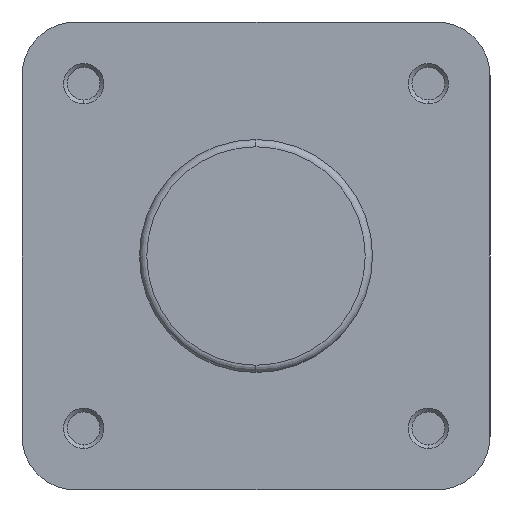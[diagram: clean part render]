
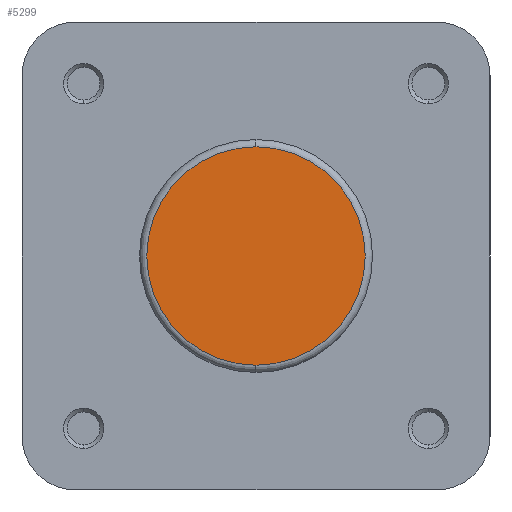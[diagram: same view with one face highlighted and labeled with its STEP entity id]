
A CAD part, left-side view. The second image highlights one B-rep face of the part: STEP entity #5299.
In plain terms, the highlighted planar face has unit normal (-1, 0, 0).
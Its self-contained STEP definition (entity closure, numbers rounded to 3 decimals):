
#304 = EDGE_LOOP ( 'NONE', ( #6035, #6034 ) ) ;
#1117 = FACE_OUTER_BOUND ( 'NONE', #304, .T. ) ;
#1236 = CIRCLE ( 'NONE', #2088, 22.4 ) ;
#2049 = AXIS2_PLACEMENT_3D ( 'NONE', #4375, #4384, #4385 ) ;
#2088 = AXIS2_PLACEMENT_3D ( 'NONE', #4574, #4575, #4576 ) ;
#2158 = AXIS2_PLACEMENT_3D ( 'NONE', #4862, #4869, #4870 ) ;
#2284 = VERTEX_POINT ( 'NONE', #3413 ) ;
#2296 = VERTEX_POINT ( 'NONE', #3425 ) ;
#3413 = CARTESIAN_POINT ( 'NONE',  ( 0., 0., -22.4 ) ) ;
#3425 = CARTESIAN_POINT ( 'NONE',  ( 0., 0., 22.4 ) ) ;
#4366 = PLANE ( 'NONE',  #2049 ) ;
#4375 = CARTESIAN_POINT ( 'NONE',  ( 0., 23.9, 0. ) ) ;
#4384 = DIRECTION ( 'NONE',  ( 1., 0., 0. ) ) ;
#4385 = DIRECTION ( 'NONE',  ( 0., 0., -1. ) ) ;
#4574 = CARTESIAN_POINT ( 'NONE',  ( 0., 0., 0. ) ) ;
#4575 = DIRECTION ( 'NONE',  ( -1., 0., 0. ) ) ;
#4576 = DIRECTION ( 'NONE',  ( 0., 0., -1. ) ) ;
#4862 = CARTESIAN_POINT ( 'NONE',  ( 0., 0., 0. ) ) ;
#4869 = DIRECTION ( 'NONE',  ( -1., 0., 0. ) ) ;
#4870 = DIRECTION ( 'NONE',  ( 0., 0., -1. ) ) ;
#5031 = CIRCLE ( 'NONE', #2158, 22.4 ) ;
#5299 = ADVANCED_FACE ( 'NONE', ( #1117 ), #4366, .F. ) ;
#5368 = EDGE_CURVE ( 'NONE', #2296, #2284, #1236, .T. ) ;
#5479 = EDGE_CURVE ( 'NONE', #2284, #2296, #5031, .T. ) ;
#6034 = ORIENTED_EDGE ( 'NONE', *, *, #5368, .T. ) ;
#6035 = ORIENTED_EDGE ( 'NONE', *, *, #5479, .T. ) ;
